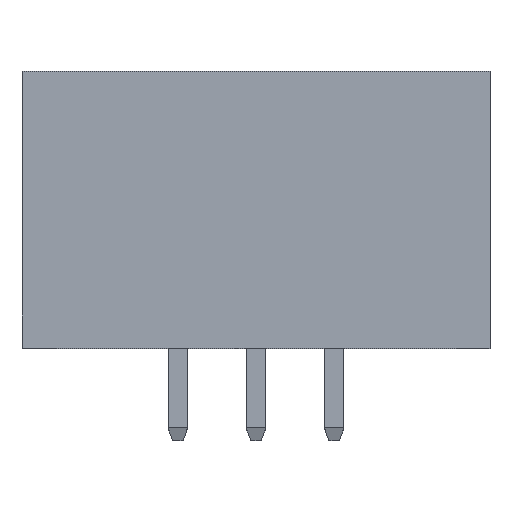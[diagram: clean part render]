
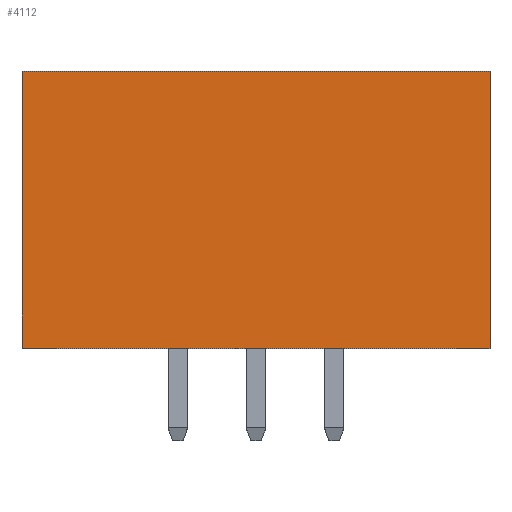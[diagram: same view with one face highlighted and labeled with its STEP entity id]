
A CAD part, top view. The second image highlights one B-rep face of the part: STEP entity #4112.
In plain terms, the highlighted planar face has unit normal (0, 0, 1).
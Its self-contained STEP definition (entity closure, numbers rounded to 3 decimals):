
#33 = DIRECTION ( 'NONE',  ( 1., 0., 0. ) ) ;
#57 = CARTESIAN_POINT ( 'NONE',  ( 0., 9., 5.809 ) ) ;
#317 = LINE ( 'NONE', #801, #3904 ) ;
#350 = EDGE_CURVE ( 'NONE', #1125, #4270, #4273, .T. ) ;
#379 = CARTESIAN_POINT ( 'NONE',  ( 10.15, 9., 5.809 ) ) ;
#668 = ORIENTED_EDGE ( 'NONE', *, *, #350, .F. ) ;
#801 = CARTESIAN_POINT ( 'NONE',  ( -5.07, 9., 5.809 ) ) ;
#988 = LINE ( 'NONE', #2717, #2397 ) ;
#990 = VERTEX_POINT ( 'NONE', #4667 ) ;
#1125 = VERTEX_POINT ( 'NONE', #1526 ) ;
#1225 = DIRECTION ( 'NONE',  ( 0., -1., 0. ) ) ;
#1397 = ORIENTED_EDGE ( 'NONE', *, *, #1717, .T. ) ;
#1526 = CARTESIAN_POINT ( 'NONE',  ( 10.15, 9., 5.809 ) ) ;
#1586 = CARTESIAN_POINT ( 'NONE',  ( 10.15, 0., 5.809 ) ) ;
#1607 = DIRECTION ( 'NONE',  ( 0., -1., 0. ) ) ;
#1611 = AXIS2_PLACEMENT_3D ( 'NONE', #57, #3502, #1787 ) ;
#1717 = EDGE_CURVE ( 'NONE', #990, #4270, #988, .T. ) ;
#1731 = EDGE_LOOP ( 'NONE', ( #1397, #668, #4398, #5345 ) ) ;
#1787 = DIRECTION ( 'NONE',  ( -1., 0., 0. ) ) ;
#1903 = VECTOR ( 'NONE', #1607, 1000. ) ;
#1936 = EDGE_CURVE ( 'NONE', #4389, #1125, #4358, .T. ) ;
#2250 = PLANE ( 'NONE',  #1611 ) ;
#2397 = VECTOR ( 'NONE', #33, 1000. ) ;
#2717 = CARTESIAN_POINT ( 'NONE',  ( 0., 0., 5.809 ) ) ;
#2757 = VECTOR ( 'NONE', #4044, 1000. ) ;
#3080 = FACE_OUTER_BOUND ( 'NONE', #1731, .T. ) ;
#3502 = DIRECTION ( 'NONE',  ( 0., 0., -1. ) ) ;
#3904 = VECTOR ( 'NONE', #1225, 1000. ) ;
#4044 = DIRECTION ( 'NONE',  ( 1., 0., 0. ) ) ;
#4070 = CARTESIAN_POINT ( 'NONE',  ( 0., 9., 5.809 ) ) ;
#4112 = ADVANCED_FACE ( 'NONE', ( #3080 ), #2250, .F. ) ;
#4270 = VERTEX_POINT ( 'NONE', #1586 ) ;
#4273 = LINE ( 'NONE', #379, #1903 ) ;
#4358 = LINE ( 'NONE', #4070, #2757 ) ;
#4389 = VERTEX_POINT ( 'NONE', #5061 ) ;
#4398 = ORIENTED_EDGE ( 'NONE', *, *, #1936, .F. ) ;
#4667 = CARTESIAN_POINT ( 'NONE',  ( -5.07, 0., 5.809 ) ) ;
#5061 = CARTESIAN_POINT ( 'NONE',  ( -5.07, 9., 5.809 ) ) ;
#5345 = ORIENTED_EDGE ( 'NONE', *, *, #5585, .T. ) ;
#5585 = EDGE_CURVE ( 'NONE', #4389, #990, #317, .T. ) ;
